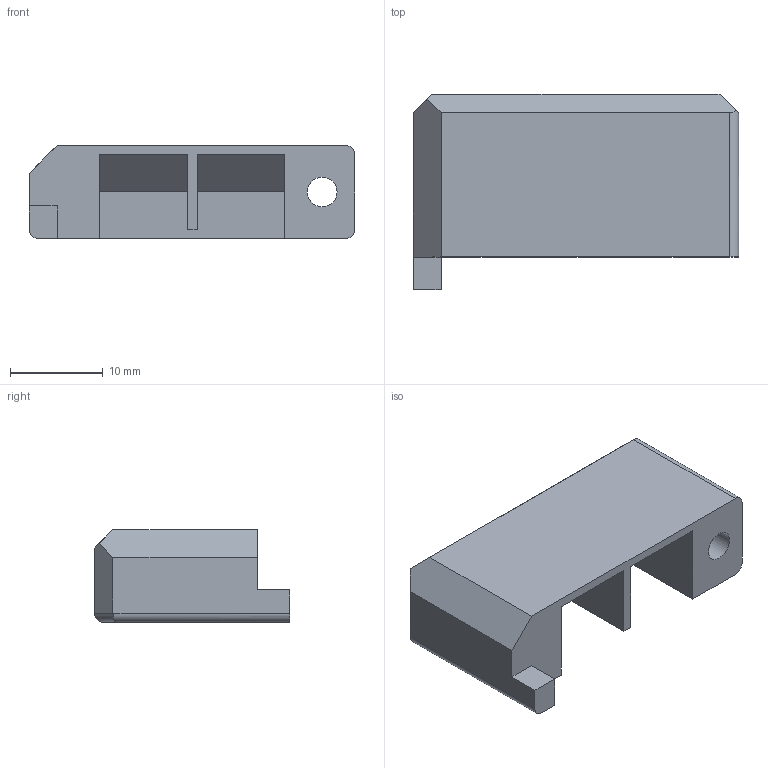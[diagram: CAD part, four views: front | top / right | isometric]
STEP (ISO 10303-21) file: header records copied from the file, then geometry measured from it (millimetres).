
FILE_DESCRIPTION(/* description */ (''),/* implementation_level */ '2;1');
FILE_NAME(/* name */ 'Fan_duct.step',/* time_stamp */ '2017-09-21T15:48:11+01:00',/* author */ (''),/* organization */ (''),/* preprocessor_version */ 'ST-DEVELOPER v16.13',/* originating_system */ 'Autodesk Translation Framework v6.1.1.50',/* authorisation */ '');
FILE_SCHEMA (('AUTOMOTIVE_DESIGN { 1 0 10303 214 3 1 1 }'));
Length unit declared in the file: millimetre
Products named in the file (1): Hotend Fan Duct v1
Bounding box: 35 x 21 x 10 mm (x, y, z)
Volume: 3292.3 mm3; surface area: 2888.1 mm2
Topology: 1 solids, 1 shells, 99 faces, 263 edges, 174 vertices
Faces by surface type: plane 61, bspline 30, cylinder 8
Full cylindrical faces by diameter (mm): 3.2 x1, 6 x1
Entity records: 3325 total; most frequent: CARTESIAN_POINT 1041, ORIENTED_EDGE 518, DIRECTION 354, EDGE_CURVE 259, LINE 184, VECTOR 184, VERTEX_POINT 172, EDGE_LOOP 111
